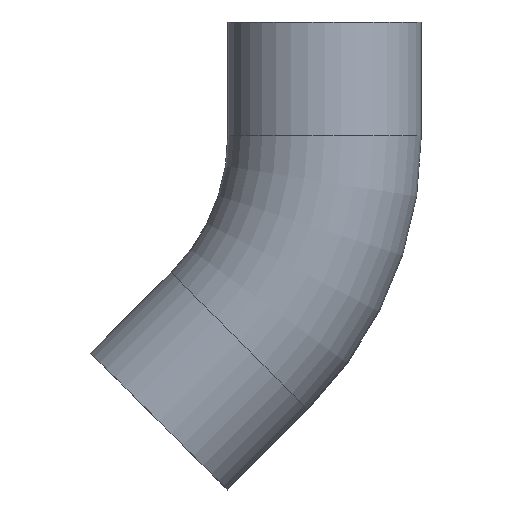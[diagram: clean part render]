
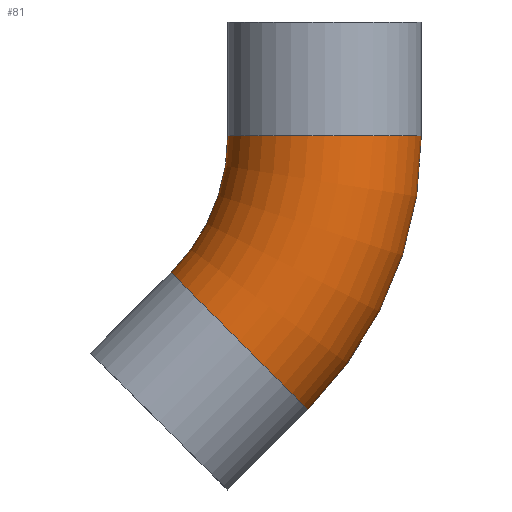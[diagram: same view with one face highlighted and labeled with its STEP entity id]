
A CAD part, front view. The second image highlights one B-rep face of the part: STEP entity #81.
In plain terms, the highlighted toroidal (fillet/blend) face has major radius 114.3 mm and minor radius 38.1 mm.
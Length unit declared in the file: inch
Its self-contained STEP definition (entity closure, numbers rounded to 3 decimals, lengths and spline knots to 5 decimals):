
#4 = CARTESIAN_POINT ( 'NONE',  ( 6., 0., 0. ) ) ;
#22 = CARTESIAN_POINT ( 'NONE',  ( 0., 0., 0. ) ) ;
#45 = DIRECTION ( 'NONE',  ( 0., -1., 0. ) ) ;
#51 = AXIS2_PLACEMENT_3D ( 'NONE', #70, #101, #302 ) ;
#53 = DIRECTION ( 'NONE',  ( 0., -1., 0. ) ) ;
#55 = CIRCLE ( 'NONE', #140, 1.5 ) ;
#60 = TOROIDAL_SURFACE ( 'NONE', #215, 4.5, 1.5 ) ;
#70 = CARTESIAN_POINT ( 'NONE',  ( 0., 0., 0. ) ) ;
#72 = CARTESIAN_POINT ( 'NONE',  ( 4.5, 0., 0. ) ) ;
#75 = CARTESIAN_POINT ( 'NONE',  ( 3., 0., 0. ) ) ;
#81 = ADVANCED_FACE ( 'NONE', ( #406 ), #60, .T. ) ;
#88 = CIRCLE ( 'NONE', #51, 3. ) ;
#93 = DIRECTION ( 'NONE',  ( -0.707, 0., 0.707 ) ) ;
#101 = DIRECTION ( 'NONE',  ( 0., -1., 0. ) ) ;
#108 = CARTESIAN_POINT ( 'NONE',  ( 3.18198, 0., -3.18198 ) ) ;
#121 = EDGE_CURVE ( 'NONE', #274, #245, #393, .T. ) ;
#125 = VERTEX_POINT ( 'NONE', #407 ) ;
#140 = AXIS2_PLACEMENT_3D ( 'NONE', #108, #366, #93 ) ;
#142 = ORIENTED_EDGE ( 'NONE', *, *, #121, .T. ) ;
#167 = AXIS2_PLACEMENT_3D ( 'NONE', #72, #374, #403 ) ;
#185 = ORIENTED_EDGE ( 'NONE', *, *, #334, .F. ) ;
#191 = ORIENTED_EDGE ( 'NONE', *, *, #313, .F. ) ;
#213 = ORIENTED_EDGE ( 'NONE', *, *, #220, .F. ) ;
#215 = AXIS2_PLACEMENT_3D ( 'NONE', #22, #53, #247 ) ;
#220 = EDGE_CURVE ( 'NONE', #274, #125, #55, .T. ) ;
#245 = VERTEX_POINT ( 'NONE', #4 ) ;
#247 = DIRECTION ( 'NONE',  ( 0., 0., -1. ) ) ;
#259 = CARTESIAN_POINT ( 'NONE',  ( 0., 0., 0. ) ) ;
#265 = CARTESIAN_POINT ( 'NONE',  ( 4.24264, 0., -4.24264 ) ) ;
#271 = DIRECTION ( 'NONE',  ( 0., 0., -1. ) ) ;
#274 = VERTEX_POINT ( 'NONE', #265 ) ;
#275 = EDGE_LOOP ( 'NONE', ( #213, #142, #191, #185 ) ) ;
#302 = DIRECTION ( 'NONE',  ( 0., 0., -1. ) ) ;
#313 = EDGE_CURVE ( 'NONE', #415, #245, #314, .T. ) ;
#314 = CIRCLE ( 'NONE', #167, 1.5 ) ;
#334 = EDGE_CURVE ( 'NONE', #125, #415, #88, .T. ) ;
#366 = DIRECTION ( 'NONE',  ( -0.707, 0., -0.707 ) ) ;
#374 = DIRECTION ( 'NONE',  ( 0., 0., 1. ) ) ;
#393 = CIRCLE ( 'NONE', #400, 6. ) ;
#400 = AXIS2_PLACEMENT_3D ( 'NONE', #259, #45, #271 ) ;
#403 = DIRECTION ( 'NONE',  ( 1., 0., 0. ) ) ;
#406 = FACE_OUTER_BOUND ( 'NONE', #275, .T. ) ;
#407 = CARTESIAN_POINT ( 'NONE',  ( 2.12132, 0., -2.12132 ) ) ;
#415 = VERTEX_POINT ( 'NONE', #75 ) ;
